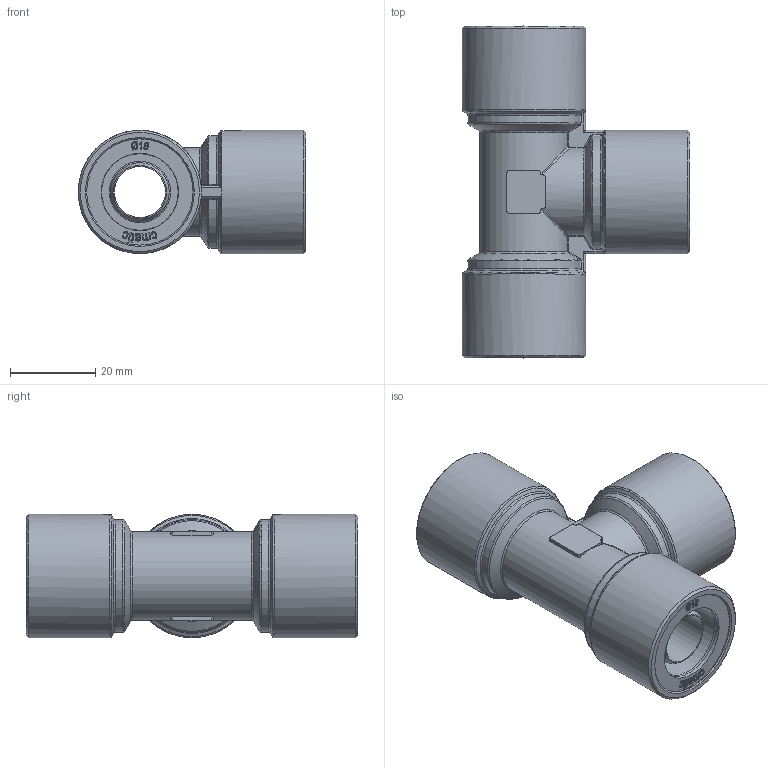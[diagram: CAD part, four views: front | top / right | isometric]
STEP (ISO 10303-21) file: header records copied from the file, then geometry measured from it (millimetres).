
FILE_DESCRIPTION(( 'MAF.29.18.18.stp' ), '1');
FILE_NAME( 'MAF.29.18.18.stp', '2021-02-19T15:25:21',( 'Sopra'),('sopra-pneumatic.com'), 'SwSTEP 2.0','SolidWorks 2009','' );
FILE_SCHEMA( ( 'CONFIG_CONTROL_DESIGN' ) );
Length unit declared in the file: millimetre
Products named in the file (1): Rivoluzione2
Bounding box: 53.5 x 78 x 29 mm (x, y, z)
Volume: 35396 mm3; surface area: 22267.2 mm2
Topology: 1 solids, 1 shells, 646 faces, 1662 edges, 1075 vertices
Faces by surface type: bspline 286, plane 253, cylinder 67, torus 22, cone 18
Full cylindrical faces by diameter (mm): 12 x3, 13.8 x3, 14.5 x2, 18.18 x6, 25 x3, 29 x3
Entity records: 32029 total; most frequent: CARTESIAN_POINT 18434, ORIENTED_EDGE 3232, DIRECTION 1935, EDGE_CURVE 1616, VERTEX_POINT 1065, LINE 815, VECTOR 815, EDGE_LOOP 743
